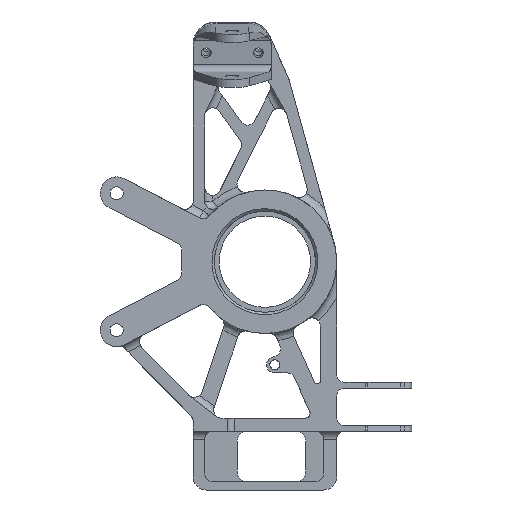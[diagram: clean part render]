
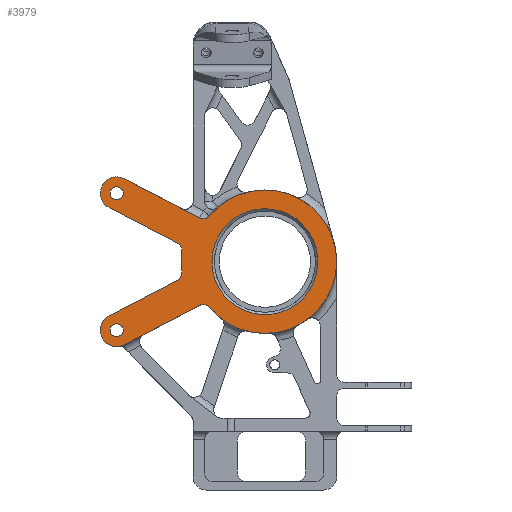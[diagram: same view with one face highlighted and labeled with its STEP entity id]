
A CAD part, front view. The second image highlights one B-rep face of the part: STEP entity #3979.
In plain terms, the highlighted planar face has unit normal (0, -1, 0).
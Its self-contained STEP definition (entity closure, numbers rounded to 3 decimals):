
#134=FACE_BOUND('',#676,.T.);
#135=FACE_BOUND('',#677,.T.);
#136=FACE_BOUND('',#678,.T.);
#174=CIRCLE('',#4254,10.);
#176=CIRCLE('',#4257,5.);
#177=CIRCLE('',#4258,10.);
#178=CIRCLE('',#4259,5.);
#179=CIRCLE('',#4260,5.);
#180=CIRCLE('',#4261,5.);
#181=CIRCLE('',#4262,44.);
#182=CIRCLE('',#4263,4.);
#183=CIRCLE('',#4264,4.);
#184=CIRCLE('',#4265,4.);
#185=CIRCLE('',#4266,4.);
#186=CIRCLE('',#4267,32.5);
#187=CIRCLE('',#4268,32.5);
#471=FACE_OUTER_BOUND('',#675,.T.);
#675=EDGE_LOOP('',(#2651,#2652,#2653,#2654,#2655,#2656,#2657,#2658,#2659,
#2660,#2661,#2662));
#676=EDGE_LOOP('',(#2663,#2664));
#677=EDGE_LOOP('',(#2665,#2666));
#678=EDGE_LOOP('',(#2667,#2668));
#917=LINE('',#5984,#1259);
#922=LINE('',#6003,#1264);
#923=LINE('',#6007,#1265);
#924=LINE('',#6011,#1266);
#925=LINE('',#6014,#1267);
#1259=VECTOR('',#4718,1.);
#1264=VECTOR('',#4735,1.);
#1265=VECTOR('',#4738,1.);
#1266=VECTOR('',#4741,1.);
#1267=VECTOR('',#4744,1.);
#1601=VERTEX_POINT('',#5981);
#1602=VERTEX_POINT('',#5983);
#1606=VERTEX_POINT('',#5992);
#1608=VERTEX_POINT('',#5999);
#1609=VERTEX_POINT('',#6000);
#1610=VERTEX_POINT('',#6002);
#1611=VERTEX_POINT('',#6004);
#1612=VERTEX_POINT('',#6006);
#1613=VERTEX_POINT('',#6008);
#1614=VERTEX_POINT('',#6010);
#1615=VERTEX_POINT('',#6013);
#1616=VERTEX_POINT('',#6015);
#1617=VERTEX_POINT('',#6018);
#1618=VERTEX_POINT('',#6019);
#1619=VERTEX_POINT('',#6022);
#1620=VERTEX_POINT('',#6023);
#1621=VERTEX_POINT('',#6026);
#1622=VERTEX_POINT('',#6027);
#2019=EDGE_CURVE('',#1602,#1601,#917,.T.);
#2024=EDGE_CURVE('',#1601,#1606,#174,.F.);
#2027=EDGE_CURVE('',#1608,#1609,#176,.F.);
#2028=EDGE_CURVE('',#1609,#1610,#922,.T.);
#2029=EDGE_CURVE('',#1610,#1611,#177,.F.);
#2030=EDGE_CURVE('',#1611,#1612,#923,.T.);
#2031=EDGE_CURVE('',#1613,#1612,#178,.T.);
#2032=EDGE_CURVE('',#1613,#1614,#924,.T.);
#2033=EDGE_CURVE('',#1602,#1614,#179,.F.);
#2034=EDGE_CURVE('',#1606,#1615,#925,.T.);
#2035=EDGE_CURVE('',#1615,#1616,#180,.F.);
#2036=EDGE_CURVE('',#1616,#1608,#181,.T.);
#2037=EDGE_CURVE('',#1617,#1618,#182,.T.);
#2038=EDGE_CURVE('',#1618,#1617,#183,.T.);
#2039=EDGE_CURVE('',#1619,#1620,#184,.T.);
#2040=EDGE_CURVE('',#1620,#1619,#185,.T.);
#2041=EDGE_CURVE('',#1621,#1622,#186,.T.);
#2042=EDGE_CURVE('',#1622,#1621,#187,.T.);
#2651=ORIENTED_EDGE('',*,*,#2027,.T.);
#2652=ORIENTED_EDGE('',*,*,#2028,.T.);
#2653=ORIENTED_EDGE('',*,*,#2029,.T.);
#2654=ORIENTED_EDGE('',*,*,#2030,.T.);
#2655=ORIENTED_EDGE('',*,*,#2031,.F.);
#2656=ORIENTED_EDGE('',*,*,#2032,.T.);
#2657=ORIENTED_EDGE('',*,*,#2033,.F.);
#2658=ORIENTED_EDGE('',*,*,#2019,.T.);
#2659=ORIENTED_EDGE('',*,*,#2024,.T.);
#2660=ORIENTED_EDGE('',*,*,#2034,.T.);
#2661=ORIENTED_EDGE('',*,*,#2035,.T.);
#2662=ORIENTED_EDGE('',*,*,#2036,.T.);
#2663=ORIENTED_EDGE('',*,*,#2037,.F.);
#2664=ORIENTED_EDGE('',*,*,#2038,.F.);
#2665=ORIENTED_EDGE('',*,*,#2039,.F.);
#2666=ORIENTED_EDGE('',*,*,#2040,.F.);
#2667=ORIENTED_EDGE('',*,*,#2041,.F.);
#2668=ORIENTED_EDGE('',*,*,#2042,.F.);
#3888=PLANE('',#4256);
#3979=ADVANCED_FACE('',(#471,#134,#135,#136),#3888,.T.);
#4254=AXIS2_PLACEMENT_3D('',#5994,#4726,#4727);
#4256=AXIS2_PLACEMENT_3D('',#5998,#4731,#4732);
#4257=AXIS2_PLACEMENT_3D('',#6001,#4733,#4734);
#4258=AXIS2_PLACEMENT_3D('',#6005,#4736,#4737);
#4259=AXIS2_PLACEMENT_3D('',#6009,#4739,#4740);
#4260=AXIS2_PLACEMENT_3D('',#6012,#4742,#4743);
#4261=AXIS2_PLACEMENT_3D('',#6016,#4745,#4746);
#4262=AXIS2_PLACEMENT_3D('',#6017,#4747,#4748);
#4263=AXIS2_PLACEMENT_3D('',#6020,#4749,#4750);
#4264=AXIS2_PLACEMENT_3D('',#6021,#4751,#4752);
#4265=AXIS2_PLACEMENT_3D('',#6024,#4753,#4754);
#4266=AXIS2_PLACEMENT_3D('',#6025,#4755,#4756);
#4267=AXIS2_PLACEMENT_3D('',#6028,#4757,#4758);
#4268=AXIS2_PLACEMENT_3D('',#6029,#4759,#4760);
#4718=DIRECTION('',(-0.888,0.,-0.461));
#4726=DIRECTION('center_axis',(0.,1.,0.));
#4727=DIRECTION('ref_axis',(-0.461,0.,0.888));
#4731=DIRECTION('center_axis',(0.,-1.,0.));
#4732=DIRECTION('ref_axis',(1.,0.,0.));
#4733=DIRECTION('center_axis',(0.,-1.,0.));
#4734=DIRECTION('ref_axis',(0.77,0.,-0.638));
#4735=DIRECTION('',(-0.888,0.,0.461));
#4736=DIRECTION('center_axis',(0.,1.,0.));
#4737=DIRECTION('ref_axis',(0.461,0.,0.888));
#4738=DIRECTION('',(0.888,0.,-0.461));
#4739=DIRECTION('center_axis',(0.,-1.,0.));
#4740=DIRECTION('ref_axis',(0.461,0.,0.888));
#4741=DIRECTION('',(0.,0.,-1.));
#4742=DIRECTION('center_axis',(0.,1.,0.));
#4743=DIRECTION('ref_axis',(0.461,0.,-0.888));
#4744=DIRECTION('',(0.888,0.,0.461));
#4745=DIRECTION('center_axis',(0.,-1.,0.));
#4746=DIRECTION('ref_axis',(-0.461,0.,0.888));
#4747=DIRECTION('center_axis',(0.,-1.,0.));
#4748=DIRECTION('ref_axis',(1.,0.,0.));
#4749=DIRECTION('center_axis',(0.,-1.,0.));
#4750=DIRECTION('ref_axis',(-1.,0.,0.));
#4751=DIRECTION('center_axis',(0.,-1.,0.));
#4752=DIRECTION('ref_axis',(-1.,0.,0.));
#4753=DIRECTION('center_axis',(0.,-1.,0.));
#4754=DIRECTION('ref_axis',(-1.,0.,0.));
#4755=DIRECTION('center_axis',(0.,-1.,0.));
#4756=DIRECTION('ref_axis',(-1.,0.,0.));
#4757=DIRECTION('center_axis',(0.,-1.,0.));
#4758=DIRECTION('ref_axis',(-1.,0.,0.));
#4759=DIRECTION('center_axis',(0.,-1.,0.));
#4760=DIRECTION('ref_axis',(-1.,0.,0.));
#5981=CARTESIAN_POINT('',(-95.548,528.8,221.875));
#5983=CARTESIAN_POINT('',(-53.696,528.8,243.6));
#5984=CARTESIAN_POINT('',(-74.622,528.8,232.738));
#5992=CARTESIAN_POINT('',(-86.334,528.8,204.125));
#5994=CARTESIAN_POINT('Origin',(-90.941,528.8,213.));
#5998=CARTESIAN_POINT('Origin',(0.,528.8,0.));
#5999=CARTESIAN_POINT('',(-33.872,528.8,283.083));
#6000=CARTESIAN_POINT('',(-40.025,528.8,281.837));
#6001=CARTESIAN_POINT('Origin',(-37.721,528.8,286.275));
#6002=CARTESIAN_POINT('',(-86.334,528.8,305.875));
#6003=CARTESIAN_POINT('',(-63.179,528.8,293.856));
#6004=CARTESIAN_POINT('',(-95.548,528.8,288.125));
#6005=CARTESIAN_POINT('Origin',(-90.941,528.8,297.));
#6006=CARTESIAN_POINT('',(-53.696,528.8,266.4));
#6007=CARTESIAN_POINT('',(-74.622,528.8,277.262));
#6008=CARTESIAN_POINT('',(-51.,528.8,261.962));
#6009=CARTESIAN_POINT('Origin',(-56.,528.8,261.962));
#6010=CARTESIAN_POINT('',(-51.,528.8,248.038));
#6011=CARTESIAN_POINT('',(-51.,528.8,255.));
#6012=CARTESIAN_POINT('Origin',(-56.,528.8,248.038));
#6013=CARTESIAN_POINT('',(-40.025,528.8,228.163));
#6014=CARTESIAN_POINT('',(-63.179,528.8,216.144));
#6015=CARTESIAN_POINT('',(-33.872,528.8,226.917));
#6016=CARTESIAN_POINT('Origin',(-37.721,528.8,223.725));
#6017=CARTESIAN_POINT('Origin',(0.,528.8,255.));
#6018=CARTESIAN_POINT('',(-86.941,528.8,213.));
#6019=CARTESIAN_POINT('',(-94.941,528.8,213.));
#6020=CARTESIAN_POINT('Origin',(-90.941,528.8,213.));
#6021=CARTESIAN_POINT('Origin',(-90.941,528.8,213.));
#6022=CARTESIAN_POINT('',(-86.941,528.8,297.));
#6023=CARTESIAN_POINT('',(-94.941,528.8,297.));
#6024=CARTESIAN_POINT('Origin',(-90.941,528.8,297.));
#6025=CARTESIAN_POINT('Origin',(-90.941,528.8,297.));
#6026=CARTESIAN_POINT('',(31.542,528.8,247.167));
#6027=CARTESIAN_POINT('',(-32.5,528.8,255.));
#6028=CARTESIAN_POINT('Origin',(0.,528.8,255.));
#6029=CARTESIAN_POINT('Origin',(0.,528.8,255.));
